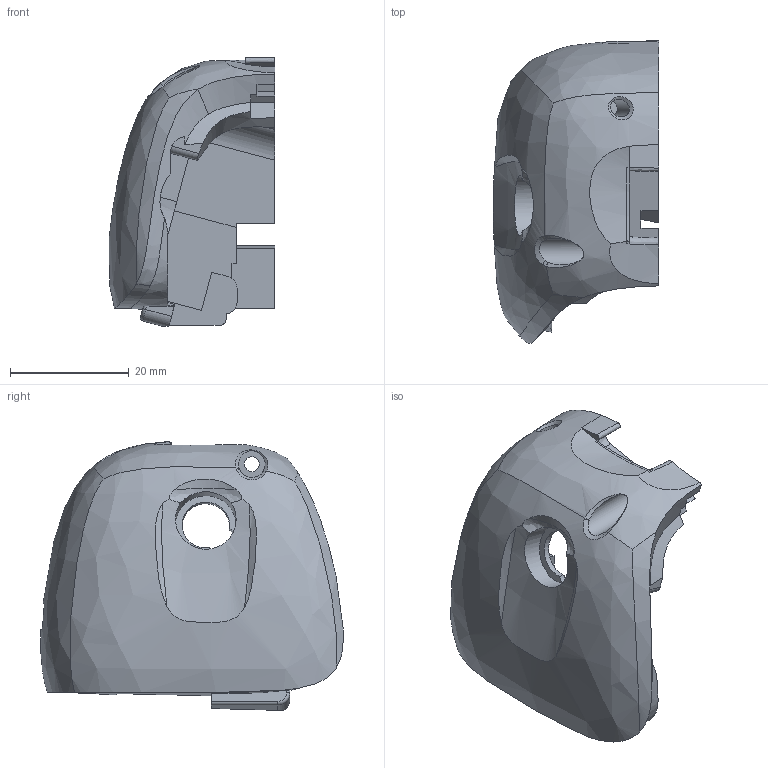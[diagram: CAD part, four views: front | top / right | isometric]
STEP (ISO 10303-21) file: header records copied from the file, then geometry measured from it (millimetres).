
FILE_DESCRIPTION(/* description */ (''),/* implementation_level */ '2;1');
FILE_NAME(/* name */ '',/* time_stamp */ '2024-06-24T22:13:01+08:00',/* author */ (''),/* organization */ (''),/* preprocessor_version */ 'ST-DEVELOPER v20',/* originating_system */ 'Autodesk Translation Framework v13.14.0.145',/* authorisation */ '');
FILE_SCHEMA (('AUTOMOTIVE_DESIGN { 1 0 10303 214 3 1 1 }'));
Length unit declared in the file: millimetre
Products named in the file (1): 身体后壳-绿荫修改版
Bounding box: 27.85 x 50.86 x 45.24 mm (x, y, z)
Volume: 17091.3 mm3; surface area: 8648.5 mm2
Topology: 1 solids, 1 shells, 138 faces, 397 edges, 266 vertices
Faces by surface type: plane 67, bspline 37, cylinder 31, torus 2, cone 1
Full cylindrical faces by diameter (mm): 1 x1, 1.5 x3, 2.5 x1, 3 x1, 4.5 x1, 10.2 x1, 15 x1
Entity records: 15886 total; most frequent: CARTESIAN_POINT 12478, ORIENTED_EDGE 794, DIRECTION 533, EDGE_CURVE 397, VERTEX_POINT 266, LINE 179, VECTOR 179, AXIS2_PLACEMENT_3D 177
